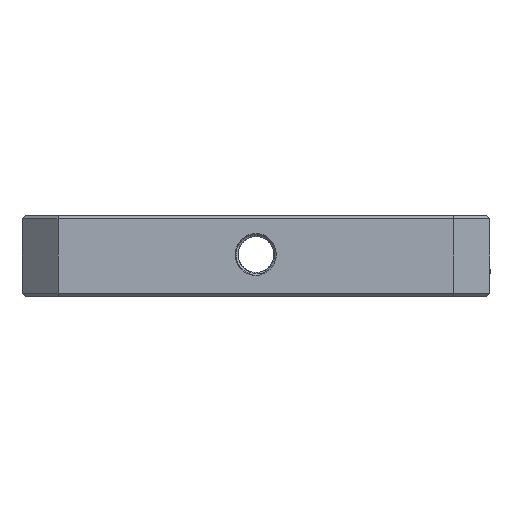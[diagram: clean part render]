
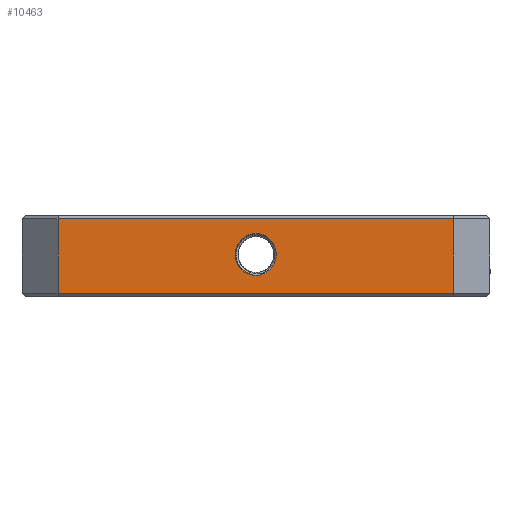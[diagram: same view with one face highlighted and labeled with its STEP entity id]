
A CAD part, left-side view. The second image highlights one B-rep face of the part: STEP entity #10463.
In plain terms, the highlighted planar face has unit normal (-1, 0, 0).
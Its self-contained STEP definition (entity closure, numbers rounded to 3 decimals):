
#384 = CARTESIAN_POINT ( 'NONE',  ( -96., -66., 1. ) ) ;
#918 = LINE ( 'NONE', #384, #4631 ) ;
#976 = CARTESIAN_POINT ( 'NONE',  ( -96., 3.446, 8.196 ) ) ;
#1022 = CARTESIAN_POINT ( 'NONE',  ( -96., -0.065, 7.051 ) ) ;
#1054 = ORIENTED_EDGE ( 'NONE', *, *, #11689, .T. ) ;
#1262 = EDGE_CURVE ( 'NONE', #3667, #11097, #10297, .T. ) ;
#1675 = EDGE_LOOP ( 'NONE', ( #4035, #11088, #13110, #10128 ) ) ;
#1735 = CARTESIAN_POINT ( 'NONE',  ( -96., -66., 26. ) ) ;
#1785 = CARTESIAN_POINT ( 'NONE',  ( -96., 66., 26. ) ) ;
#2016 = CARTESIAN_POINT ( 'NONE',  ( -96., -0.818, 7.073 ) ) ;
#2067 = CARTESIAN_POINT ( 'NONE',  ( -96., 1.777, 7.377 ) ) ;
#2166 = CARTESIAN_POINT ( 'NONE',  ( -96., 3.136, 7.989 ) ) ;
#2361 = EDGE_CURVE ( 'NONE', #11165, #10446, #11721, .T. ) ;
#2513 = DIRECTION ( 'NONE',  ( 0., 0., -1. ) ) ;
#2755 = B_SPLINE_CURVE_WITH_KNOTS ( 'NONE', 3,
 ( #976, #2166, #4215, #7157, #2067, #12288, #13316, #1022, #8186, #2016 ),
 .UNSPECIFIED., .F., .F.,
 ( 4, 2, 2, 2, 4 ),
 ( 0.014, 0.015, 0.017, 0.018, 0.019 ),
 .UNSPECIFIED. ) ;
#3228 = CARTESIAN_POINT ( 'NONE',  ( -96., 66., 26. ) ) ;
#3345 = CARTESIAN_POINT ( 'NONE',  ( -96., 66., 27. ) ) ;
#3390 = DIRECTION ( 'NONE',  ( 0., 0., -1. ) ) ;
#3552 = CARTESIAN_POINT ( 'NONE',  ( -96., -66., 27. ) ) ;
#3634 = VECTOR ( 'NONE', #2513, 1000. ) ;
#3667 = VERTEX_POINT ( 'NONE', #4203 ) ;
#3764 = EDGE_CURVE ( 'NONE', #9383, #7789, #10778, .T. ) ;
#3894 = CARTESIAN_POINT ( 'NONE',  ( -96., -4.148, 8.615 ) ) ;
#4035 = ORIENTED_EDGE ( 'NONE', *, *, #2361, .T. ) ;
#4203 = CARTESIAN_POINT ( 'NONE',  ( -96., 3.446, 8.196 ) ) ;
#4215 = CARTESIAN_POINT ( 'NONE',  ( -96., 2.805, 7.806 ) ) ;
#4264 = LINE ( 'NONE', #3552, #3634 ) ;
#4389 = DIRECTION ( 'NONE',  ( 1., 0., 0. ) ) ;
#4399 = ORIENTED_EDGE ( 'NONE', *, *, #7216, .F. ) ;
#4631 = VECTOR ( 'NONE', #4657, 1000. ) ;
#4657 = DIRECTION ( 'NONE',  ( 0., -1., 0. ) ) ;
#4749 = CARTESIAN_POINT ( 'NONE',  ( -96., -4.679, 9.135 ) ) ;
#5393 = PLANE ( 'NONE',  #11386 ) ;
#5455 = DIRECTION ( 'NONE',  ( 0., 1., 0. ) ) ;
#5602 = CARTESIAN_POINT ( 'NONE',  ( -96., 0., 14. ) ) ;
#5818 = CARTESIAN_POINT ( 'NONE',  ( -96., -1.557, 7.197 ) ) ;
#6178 = LINE ( 'NONE', #3228, #6949 ) ;
#6402 = CARTESIAN_POINT ( 'NONE',  ( -96., 0., 14. ) ) ;
#6830 = CARTESIAN_POINT ( 'NONE',  ( -96., -2.257, 7.436 ) ) ;
#6930 = ORIENTED_EDGE ( 'NONE', *, *, #3764, .F. ) ;
#6949 = VECTOR ( 'NONE', #5455, 1000. ) ;
#7157 = CARTESIAN_POINT ( 'NONE',  ( -96., 2.126, 7.501 ) ) ;
#7163 = CARTESIAN_POINT ( 'NONE',  ( -96., -66., 1. ) ) ;
#7216 = EDGE_CURVE ( 'NONE', #3667, #9383, #2755, .T. ) ;
#7651 = DIRECTION ( 'NONE',  ( 0., 0., -1. ) ) ;
#7789 = VERTEX_POINT ( 'NONE', #10327 ) ;
#8186 = CARTESIAN_POINT ( 'NONE',  ( -96., -0.442, 7.047 ) ) ;
#8530 = DIRECTION ( 'NONE',  ( 1., 0., 0. ) ) ;
#8625 = CARTESIAN_POINT ( 'NONE',  ( -96., -0.818, 7.073 ) ) ;
#8668 = EDGE_CURVE ( 'NONE', #9643, #13065, #4264, .T. ) ;
#8766 = CIRCLE ( 'NONE', #11223, 6.75 ) ;
#9024 = CARTESIAN_POINT ( 'NONE',  ( -96., -0.818, 7.073 ) ) ;
#9184 = DIRECTION ( 'NONE',  ( 0., 0., -1. ) ) ;
#9289 = FACE_OUTER_BOUND ( 'NONE', #1675, .T. ) ;
#9357 = CARTESIAN_POINT ( 'NONE',  ( -96., 66., 1. ) ) ;
#9371 = EDGE_LOOP ( 'NONE', ( #6930, #4399, #11869, #1054 ) ) ;
#9383 = VERTEX_POINT ( 'NONE', #8625 ) ;
#9643 = VERTEX_POINT ( 'NONE', #1735 ) ;
#9647 = VECTOR ( 'NONE', #9184, 1000. ) ;
#9903 = CARTESIAN_POINT ( 'NONE',  ( -96., 0., 20.75 ) ) ;
#9957 = EDGE_CURVE ( 'NONE', #9643, #11165, #6178, .T. ) ;
#10128 = ORIENTED_EDGE ( 'NONE', *, *, #9957, .T. ) ;
#10135 = CARTESIAN_POINT ( 'NONE',  ( -96., 66., 27. ) ) ;
#10297 = CIRCLE ( 'NONE', #10411, 6.75 ) ;
#10327 = CARTESIAN_POINT ( 'NONE',  ( -96., -4.679, 9.135 ) ) ;
#10411 = AXIS2_PLACEMENT_3D ( 'NONE', #6402, #4389, #12462 ) ;
#10446 = VERTEX_POINT ( 'NONE', #9357 ) ;
#10463 = ADVANCED_FACE ( 'NONE', ( #9289, #10884 ), #5393, .F. ) ;
#10580 = DIRECTION ( 'NONE',  ( 1., 0., 0. ) ) ;
#10778 = B_SPLINE_CURVE_WITH_KNOTS ( 'NONE', 3,
 ( #9024, #5818, #6830, #12960, #13083, #3894, #10897, #4749 ),
 .UNSPECIFIED., .F., .F.,
 ( 4, 2, 2, 4 ),
 ( 0., 0.002, 0.003, 0.004 ),
 .UNSPECIFIED. ) ;
#10884 = FACE_BOUND ( 'NONE', #9371, .T. ) ;
#10897 = CARTESIAN_POINT ( 'NONE',  ( -96., -4.423, 8.863 ) ) ;
#11088 = ORIENTED_EDGE ( 'NONE', *, *, #11844, .T. ) ;
#11097 = VERTEX_POINT ( 'NONE', #9903 ) ;
#11165 = VERTEX_POINT ( 'NONE', #1785 ) ;
#11223 = AXIS2_PLACEMENT_3D ( 'NONE', #5602, #8530, #7651 ) ;
#11386 = AXIS2_PLACEMENT_3D ( 'NONE', #3345, #10580, #3390 ) ;
#11689 = EDGE_CURVE ( 'NONE', #11097, #7789, #8766, .T. ) ;
#11721 = LINE ( 'NONE', #10135, #9647 ) ;
#11844 = EDGE_CURVE ( 'NONE', #10446, #13065, #918, .T. ) ;
#11869 = ORIENTED_EDGE ( 'NONE', *, *, #1262, .T. ) ;
#12288 = CARTESIAN_POINT ( 'NONE',  ( -96., 1.055, 7.187 ) ) ;
#12462 = DIRECTION ( 'NONE',  ( 0., 0., -1. ) ) ;
#12960 = CARTESIAN_POINT ( 'NONE',  ( -96., -3.247, 7.964 ) ) ;
#13065 = VERTEX_POINT ( 'NONE', #7163 ) ;
#13083 = CARTESIAN_POINT ( 'NONE',  ( -96., -3.56, 8.166 ) ) ;
#13110 = ORIENTED_EDGE ( 'NONE', *, *, #8668, .F. ) ;
#13316 = CARTESIAN_POINT ( 'NONE',  ( -96., 0.683, 7.121 ) ) ;
